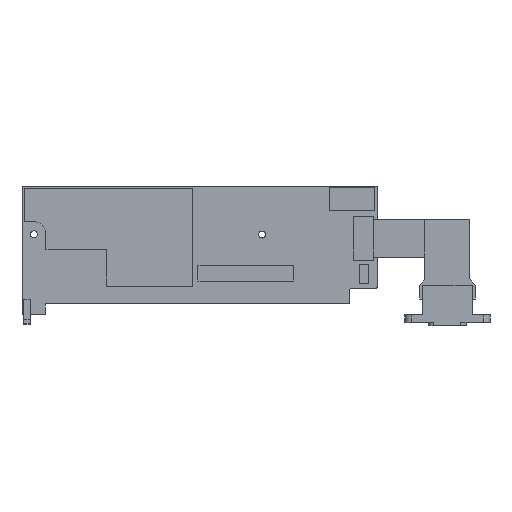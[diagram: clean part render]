
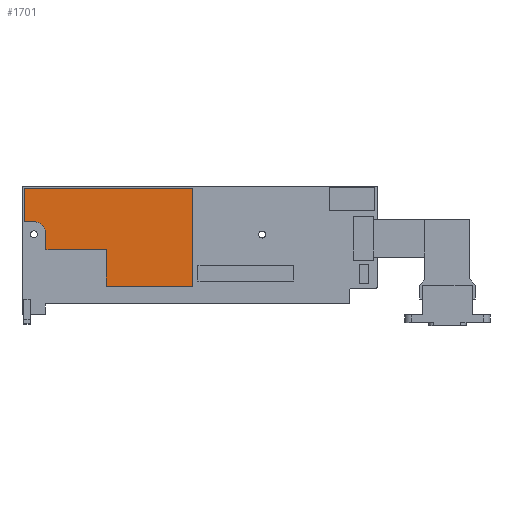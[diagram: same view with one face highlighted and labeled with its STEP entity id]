
A CAD part, top view. The second image highlights one B-rep face of the part: STEP entity #1701.
In plain terms, the highlighted planar face has unit normal (0, 0, 1).
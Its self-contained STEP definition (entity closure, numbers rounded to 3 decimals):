
#55=CIRCLE('',#1825,2.806);
#140=FACE_OUTER_BOUND('',#236,.T.);
#236=EDGE_LOOP('',(#1315,#1316,#1317,#1318,#1319,#1320,#1321,#1322,#1323));
#386=LINE('',#2594,#588);
#390=LINE('',#2606,#592);
#393=LINE('',#2612,#595);
#396=LINE('',#2618,#598);
#399=LINE('',#2624,#601);
#402=LINE('',#2630,#604);
#405=LINE('',#2636,#607);
#408=LINE('',#2640,#610);
#588=VECTOR('',#2110,10.);
#592=VECTOR('',#2122,10.);
#595=VECTOR('',#2127,10.);
#598=VECTOR('',#2132,10.);
#601=VECTOR('',#2137,10.);
#604=VECTOR('',#2142,10.);
#607=VECTOR('',#2147,10.);
#610=VECTOR('',#2152,10.);
#774=VERTEX_POINT('',#2591);
#775=VERTEX_POINT('',#2593);
#777=VERTEX_POINT('',#2599);
#779=VERTEX_POINT('',#2605);
#781=VERTEX_POINT('',#2611);
#783=VERTEX_POINT('',#2617);
#785=VERTEX_POINT('',#2623);
#787=VERTEX_POINT('',#2629);
#789=VERTEX_POINT('',#2635);
#969=EDGE_CURVE('',#775,#774,#386,.T.);
#972=EDGE_CURVE('',#777,#775,#55,.T.);
#975=EDGE_CURVE('',#779,#777,#390,.T.);
#978=EDGE_CURVE('',#781,#779,#393,.T.);
#981=EDGE_CURVE('',#783,#781,#396,.T.);
#984=EDGE_CURVE('',#785,#783,#399,.T.);
#987=EDGE_CURVE('',#787,#785,#402,.T.);
#990=EDGE_CURVE('',#789,#787,#405,.T.);
#993=EDGE_CURVE('',#774,#789,#408,.T.);
#1315=ORIENTED_EDGE('',*,*,#993,.T.);
#1316=ORIENTED_EDGE('',*,*,#990,.T.);
#1317=ORIENTED_EDGE('',*,*,#987,.T.);
#1318=ORIENTED_EDGE('',*,*,#984,.T.);
#1319=ORIENTED_EDGE('',*,*,#981,.T.);
#1320=ORIENTED_EDGE('',*,*,#978,.T.);
#1321=ORIENTED_EDGE('',*,*,#975,.T.);
#1322=ORIENTED_EDGE('',*,*,#972,.T.);
#1323=ORIENTED_EDGE('',*,*,#969,.T.);
#1615=PLANE('',#1833);
#1701=ADVANCED_FACE('',(#140),#1615,.T.);
#1825=AXIS2_PLACEMENT_3D('',#2600,#2116,#2117);
#1833=AXIS2_PLACEMENT_3D('',#2641,#2153,#2154);
#2110=DIRECTION('',(0.,-1.,0.));
#2116=DIRECTION('center_axis',(0.,0.,-1.));
#2117=DIRECTION('ref_axis',(0.988,0.155,0.));
#2122=DIRECTION('',(1.,0.,0.));
#2127=DIRECTION('',(0.,-1.,0.));
#2132=DIRECTION('',(-1.,0.,0.));
#2137=DIRECTION('',(0.,1.,0.));
#2142=DIRECTION('',(1.,0.,0.));
#2147=DIRECTION('',(0.,-1.,0.));
#2152=DIRECTION('',(1.,0.,0.));
#2153=DIRECTION('center_axis',(0.,0.,1.));
#2154=DIRECTION('ref_axis',(1.,0.,0.));
#2591=CARTESIAN_POINT('',(5.208,11.71,1.5));
#2593=CARTESIAN_POINT('',(5.208,15.434,1.5));
#2594=CARTESIAN_POINT('',(5.208,15.434,1.5));
#2599=CARTESIAN_POINT('',(2.712,17.792,1.5));
#2600=CARTESIAN_POINT('Origin',(2.436,15.,1.5));
#2605=CARTESIAN_POINT('',(0.513,17.792,1.5));
#2606=CARTESIAN_POINT('',(0.513,17.792,1.5));
#2611=CARTESIAN_POINT('',(0.513,25.,1.5));
#2612=CARTESIAN_POINT('',(0.513,25.,1.5));
#2617=CARTESIAN_POINT('',(37.,25.,1.5));
#2618=CARTESIAN_POINT('',(37.,25.,1.5));
#2623=CARTESIAN_POINT('',(37.,3.826,1.5));
#2624=CARTESIAN_POINT('',(37.,3.826,1.5));
#2629=CARTESIAN_POINT('',(18.304,3.826,1.5));
#2630=CARTESIAN_POINT('',(18.304,3.826,1.5));
#2635=CARTESIAN_POINT('',(18.304,11.71,1.5));
#2636=CARTESIAN_POINT('',(18.304,11.71,1.5));
#2640=CARTESIAN_POINT('',(5.208,11.71,1.5));
#2641=CARTESIAN_POINT('Origin',(18.757,14.413,1.5));
